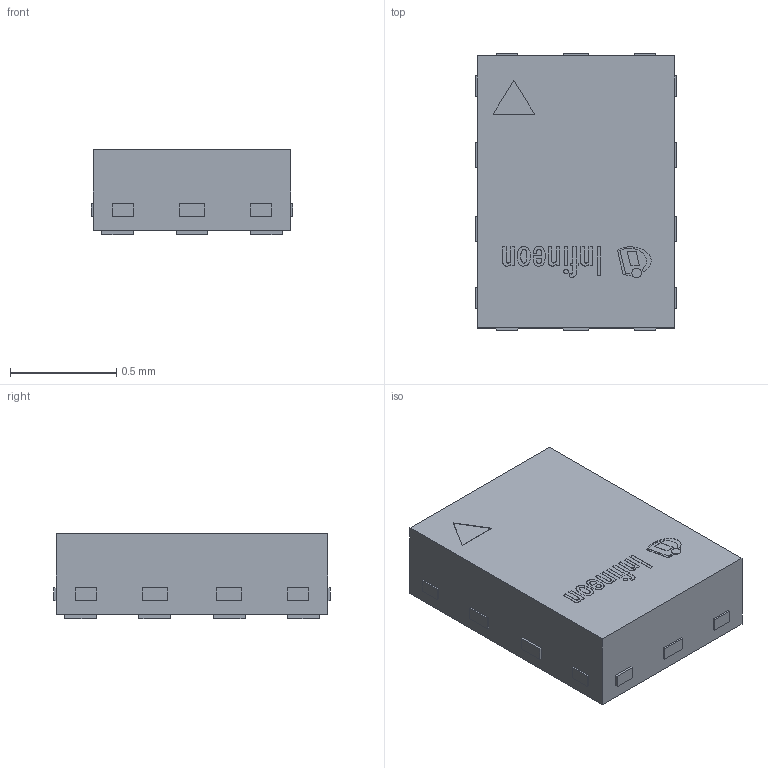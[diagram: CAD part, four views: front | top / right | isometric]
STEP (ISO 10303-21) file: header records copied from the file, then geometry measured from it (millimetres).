
FILE_DESCRIPTION(/* description */ (''),/* implementation_level */ '2;1');
FILE_NAME(/* name */ 'PG-TSNP-10-9_Z8B00210996_V01_3D.stp',/* time_stamp */ '2021-06-14T16:37:21+05:00',/* author */ ('janartha'),/* organization */ (''),/* preprocessor_version */ 'ST-DEVELOPER v16.13',/* originating_system */ 'AutoCAD Mechanical',/* authorisation */ '');
FILE_SCHEMA (('AUTOMOTIVE_DESIGN { 1 0 10303 214 3 1 1 }'));
Length unit declared in the file: millimetre
Products named in the file (1): Product
Bounding box: 0.95 x 1.3 x 0.4 mm (x, y, z)
Volume: 0.5 mm3; surface area: 5 mm2
Topology: 38 solids, 38 shells, 271 faces, 582 edges, 388 vertices
Faces by surface type: plane 249, bspline 18, cylinder 4
Full cylindrical faces by diameter (mm): 0.022 x1, 0.044 x1
Entity records: 7403 total; most frequent: CARTESIAN_POINT 1630, ORIENTED_EDGE 1160, DIRECTION 1060, EDGE_CURVE 580, LINE 536, VECTOR 536, VERTEX_POINT 388, EDGE_LOOP 278
